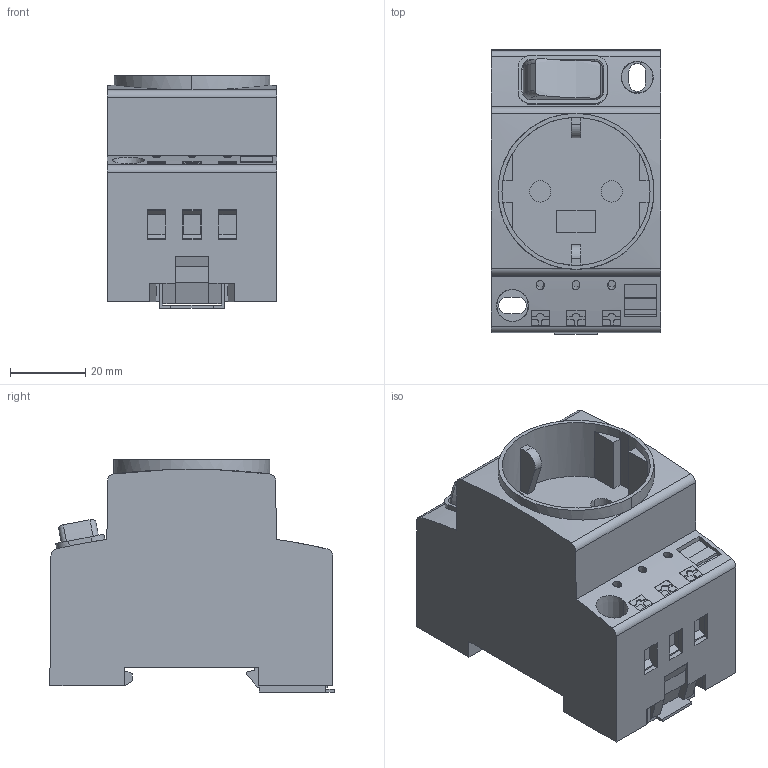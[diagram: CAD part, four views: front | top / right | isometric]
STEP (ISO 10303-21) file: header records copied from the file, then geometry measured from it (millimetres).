
FILE_DESCRIPTION(('Creo Elements/Direct Modeling STEP Export'),'2;1');
FILE_NAME('model.stp','2020-10-02T 0:09:38',(''),(''),'Creo Elements/Direct Modeling STEP processor for AP214 (Solid Model)','Creo Elements/Direct Modeling 20.1A 29-Sep-2018 (C) Parametric Technology GmbH','');
FILE_SCHEMA(('AUTOMOTIVE_DESIGN { 1 0 10303 214 1 1 1 1 }'));
Length unit declared in the file: millimetre
Products named in the file (2): 0804045_EO_CF_PT_S-select
Assembly tree (1 placements, depth 2):
  0804045_EO_CF_PT_S-select
    0804045_EO_CF_PT_S-select
Bounding box: 45 x 75.48 x 61.64 mm (x, y, z)
Volume: 138751.5 mm3; surface area: 26497.2 mm2
Topology: 1 solids, 1 shells, 270 faces, 736 edges, 488 vertices
Faces by surface type: plane 204, cylinder 37, extrusion 21, cone 4, torus 4
Entity records: 13823 total; most frequent: CARTESIAN_POINT 6299, ORIENTED_EDGE 1472, DIRECTION 1164, EDGE_CURVE 736, VECTOR 554, LINE 533, VERTEX_POINT 488, AXIS2_PLACEMENT_3D 305
